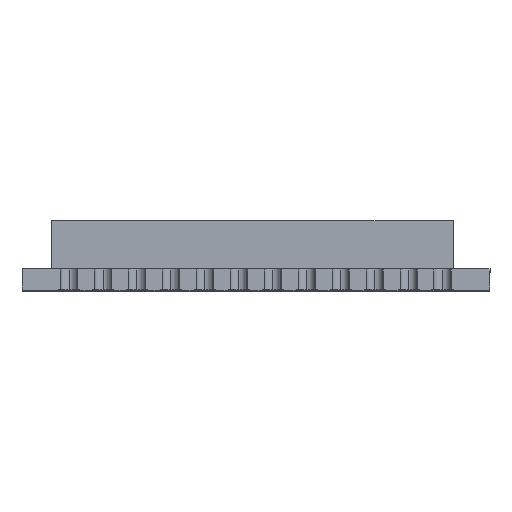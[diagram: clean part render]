
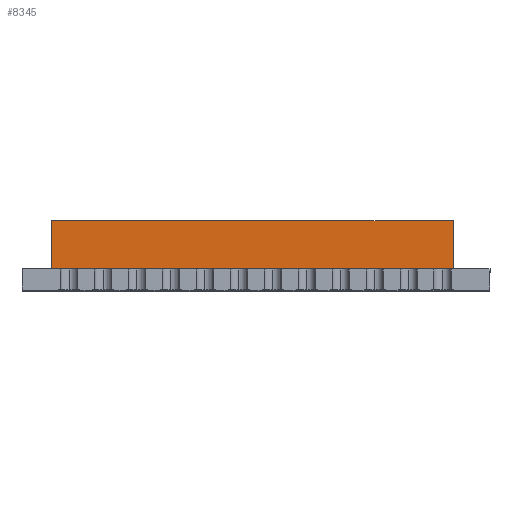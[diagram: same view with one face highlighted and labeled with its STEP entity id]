
A CAD part, top view. The second image highlights one B-rep face of the part: STEP entity #8345.
In plain terms, the highlighted planar face has unit normal (0, 0, 1).
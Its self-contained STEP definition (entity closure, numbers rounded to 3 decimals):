
#1292 = VERTEX_POINT ( 'NONE', #20162 ) ;
#1799 = CARTESIAN_POINT ( 'NONE',  ( 7.367, 2.6, 13.233 ) ) ;
#1830 = LINE ( 'NONE', #8512, #3822 ) ;
#2436 = DIRECTION ( 'NONE',  ( 0., -1., 0. ) ) ;
#2519 = CARTESIAN_POINT ( 'NONE',  ( 7.367, 2.6, 13.233 ) ) ;
#3822 = VECTOR ( 'NONE', #13388, 1000. ) ;
#3838 = VECTOR ( 'NONE', #21351, 1000. ) ;
#5120 = CARTESIAN_POINT ( 'NONE',  ( 7.367, 0.8, 13.233 ) ) ;
#5719 = CARTESIAN_POINT ( 'NONE',  ( 7.367, 0.8, 13.233 ) ) ;
#6944 = EDGE_CURVE ( 'NONE', #13313, #1292, #14701, .T. ) ;
#7258 = LINE ( 'NONE', #10629, #17095 ) ;
#7774 = PLANE ( 'NONE',  #8603 ) ;
#8099 = CARTESIAN_POINT ( 'NONE',  ( 7.367, 2.6, 13.233 ) ) ;
#8345 = ADVANCED_FACE ( 'NONE', ( #17621 ), #7774, .T. ) ;
#8512 = CARTESIAN_POINT ( 'NONE',  ( 7.367, 2.6, 13.233 ) ) ;
#8603 = AXIS2_PLACEMENT_3D ( 'NONE', #2519, #13296, #18054 ) ;
#9121 = VECTOR ( 'NONE', #18456, 1000. ) ;
#10411 = ORIENTED_EDGE ( 'NONE', *, *, #20967, .F. ) ;
#10629 = CARTESIAN_POINT ( 'NONE',  ( -7.633, 2.6, 13.233 ) ) ;
#13296 = DIRECTION ( 'NONE',  ( 0., 0., 1. ) ) ;
#13313 = VERTEX_POINT ( 'NONE', #5719 ) ;
#13388 = DIRECTION ( 'NONE',  ( -1., 0., 0. ) ) ;
#13778 = LINE ( 'NONE', #1799, #9121 ) ;
#14701 = LINE ( 'NONE', #5120, #3838 ) ;
#15123 = VERTEX_POINT ( 'NONE', #15453 ) ;
#15453 = CARTESIAN_POINT ( 'NONE',  ( -7.633, 2.6, 13.233 ) ) ;
#17019 = VERTEX_POINT ( 'NONE', #8099 ) ;
#17095 = VECTOR ( 'NONE', #2436, 1000. ) ;
#17621 = FACE_OUTER_BOUND ( 'NONE', #19888, .T. ) ;
#18054 = DIRECTION ( 'NONE',  ( 0., 1., 0. ) ) ;
#18100 = ORIENTED_EDGE ( 'NONE', *, *, #6944, .F. ) ;
#18456 = DIRECTION ( 'NONE',  ( 0., -1., 0. ) ) ;
#19656 = ORIENTED_EDGE ( 'NONE', *, *, #19720, .T. ) ;
#19720 = EDGE_CURVE ( 'NONE', #17019, #15123, #1830, .T. ) ;
#19888 = EDGE_LOOP ( 'NONE', ( #18100, #10411, #19656, #20325 ) ) ;
#20162 = CARTESIAN_POINT ( 'NONE',  ( -7.633, 0.8, 13.233 ) ) ;
#20325 = ORIENTED_EDGE ( 'NONE', *, *, #21029, .T. ) ;
#20967 = EDGE_CURVE ( 'NONE', #17019, #13313, #13778, .T. ) ;
#21029 = EDGE_CURVE ( 'NONE', #15123, #1292, #7258, .T. ) ;
#21351 = DIRECTION ( 'NONE',  ( -1., 0., 0. ) ) ;
